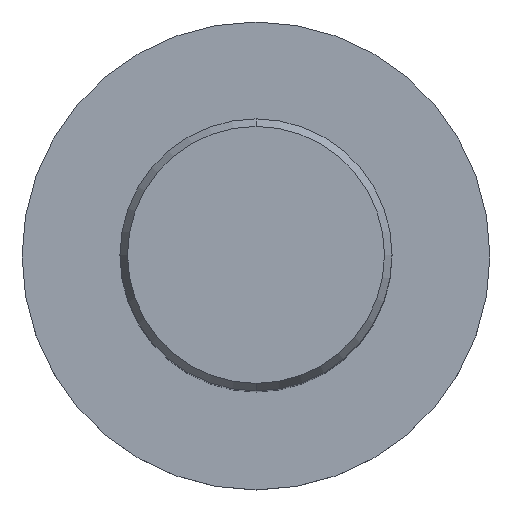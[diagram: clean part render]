
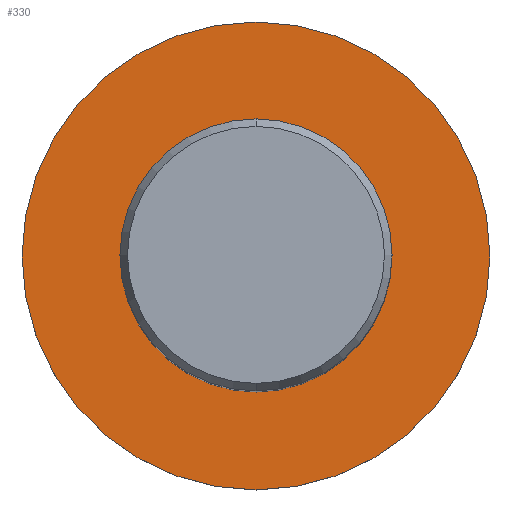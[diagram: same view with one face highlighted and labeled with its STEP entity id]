
A CAD part, top view. The second image highlights one B-rep face of the part: STEP entity #330.
In plain terms, the highlighted planar face has unit normal (0, 0, 1).
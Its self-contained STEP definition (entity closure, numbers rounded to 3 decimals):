
#200=VERTEX_POINT('',#534);
#272=EDGE_CURVE('',#326,#486,#612,.T.);
#326=VERTEX_POINT('',#671);
#330=ADVANCED_FACE('',(#675,#676),#677,.T.);
#354=EDGE_CURVE('',#486,#326,#703,.T.);
#390=VERTEX_POINT('',#741);
#484=EDGE_CURVE('',#200,#390,#846,.T.);
#486=VERTEX_POINT('',#848);
#492=EDGE_CURVE('',#390,#200,#854,.T.);
#534=CARTESIAN_POINT('',(0.0,21.5,-56.0));
#612=CIRCLE('',#1073,12.5);
#671=CARTESIAN_POINT('',(0.,-12.5,-56.0));
#675=FACE_BOUND('',#1190,.T.);
#676=FACE_OUTER_BOUND('',#1191,.T.);
#677=PLANE('',#1192);
#703=CIRCLE('',#1253,12.5);
#741=CARTESIAN_POINT('',(0.,-21.5,-56.0));
#846=CIRCLE('',#1531,21.5);
#848=CARTESIAN_POINT('',(0.0,12.5,-56.0));
#854=CIRCLE('',#1541,21.5);
#1073=AXIS2_PLACEMENT_3D('',#1670,#1671,#1672);
#1190=EDGE_LOOP('',(#1751,#1752));
#1191=EDGE_LOOP('',(#1753,#1754));
#1192=AXIS2_PLACEMENT_3D('',#1755,#1756,#1757);
#1253=AXIS2_PLACEMENT_3D('',#1786,#1787,#1788);
#1531=AXIS2_PLACEMENT_3D('',#1937,#1938,#1939);
#1541=AXIS2_PLACEMENT_3D('',#1943,#1944,#1945);
#1670=CARTESIAN_POINT('',(0.0,0.0,-56.0));
#1671=DIRECTION('',(-0.0,0.0,-1.0));
#1672=DIRECTION('',(0.0,1.0,0.0));
#1751=ORIENTED_EDGE('',*,*,#354,.T.);
#1752=ORIENTED_EDGE('',*,*,#272,.T.);
#1753=ORIENTED_EDGE('',*,*,#484,.F.);
#1754=ORIENTED_EDGE('',*,*,#492,.F.);
#1755=CARTESIAN_POINT('',(0.0,10.75,-56.0));
#1756=DIRECTION('',(-0.0,0.0,1.0));
#1757=DIRECTION('',(0.0,-1.0,0.0));
#1786=CARTESIAN_POINT('',(0.0,0.0,-56.0));
#1787=DIRECTION('',(-0.0,0.0,-1.0));
#1788=DIRECTION('',(0.0,1.0,0.0));
#1937=CARTESIAN_POINT('',(0.0,0.0,-56.0));
#1938=DIRECTION('',(0.0,0.0,-1.0));
#1939=DIRECTION('',(0.0,1.0,0.0));
#1943=CARTESIAN_POINT('',(0.0,0.0,-56.0));
#1944=DIRECTION('',(0.0,0.0,-1.0));
#1945=DIRECTION('',(0.0,1.0,0.0));
